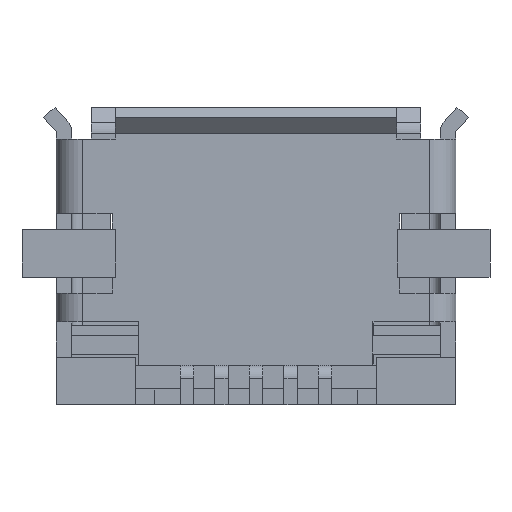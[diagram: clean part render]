
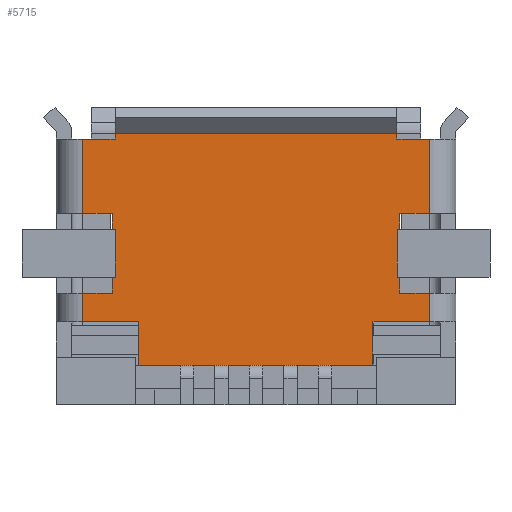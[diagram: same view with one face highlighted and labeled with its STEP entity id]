
A CAD part, front view. The second image highlights one B-rep face of the part: STEP entity #5715.
In plain terms, the highlighted planar face has unit normal (0, -1, 0).
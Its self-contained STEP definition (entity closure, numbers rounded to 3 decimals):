
#247=FACE_OUTER_BOUND('',#524,.T.);
#524=EDGE_LOOP('',(#4115,#4116,#4117,#4118,#4119,#4120,#4121,#4122,#4123,
#4124,#4125,#4126,#4127,#4128,#4129,#4130,#4131,#4132,#4133,#4134,#4135,
#4136,#4137,#4138,#4139,#4140,#4141,#4142));
#805=LINE('',#7998,#1569);
#814=LINE('',#8017,#1578);
#817=LINE('',#8024,#1581);
#826=LINE('',#8043,#1590);
#922=LINE('',#8247,#1686);
#923=LINE('',#8249,#1687);
#984=LINE('',#8373,#1748);
#985=LINE('',#8375,#1749);
#986=LINE('',#8377,#1750);
#987=LINE('',#8379,#1751);
#988=LINE('',#8381,#1752);
#989=LINE('',#8383,#1753);
#990=LINE('',#8385,#1754);
#991=LINE('',#8387,#1755);
#992=LINE('',#8389,#1756);
#993=LINE('',#8391,#1757);
#994=LINE('',#8392,#1758);
#995=LINE('',#8394,#1759);
#996=LINE('',#8396,#1760);
#997=LINE('',#8398,#1761);
#998=LINE('',#8400,#1762);
#999=LINE('',#8402,#1763);
#1000=LINE('',#8404,#1764);
#1001=LINE('',#8406,#1765);
#1002=LINE('',#8408,#1766);
#1003=LINE('',#8410,#1767);
#1004=LINE('',#8412,#1768);
#1005=LINE('',#8413,#1769);
#1569=VECTOR('',#6426,0.04);
#1578=VECTOR('',#6437,0.04);
#1581=VECTOR('',#6442,0.05);
#1590=VECTOR('',#6453,0.05);
#1686=VECTOR('',#6639,0.9);
#1687=VECTOR('',#6642,0.9);
#1748=VECTOR('',#6759,0.3);
#1749=VECTOR('',#6760,0.56);
#1750=VECTOR('',#6761,0.54);
#1751=VECTOR('',#6762,1.06);
#1752=VECTOR('',#6763,0.81);
#1753=VECTOR('',#6764,4.4);
#1754=VECTOR('',#6765,0.81);
#1755=VECTOR('',#6766,1.06);
#1756=VECTOR('',#6767,0.54);
#1757=VECTOR('',#6768,0.56);
#1758=VECTOR('',#6769,0.3);
#1759=VECTOR('',#6770,0.3);
#1760=VECTOR('',#6771,0.56);
#1761=VECTOR('',#6772,1.4);
#1762=VECTOR('',#6773,0.61);
#1763=VECTOR('',#6774,0.111);
#1764=VECTOR('',#6775,5.3);
#1765=VECTOR('',#6776,0.111);
#1766=VECTOR('',#6777,0.61);
#1767=VECTOR('',#6778,1.4);
#1768=VECTOR('',#6779,0.56);
#1769=VECTOR('',#6780,0.3);
#2329=VERTEX_POINT('',#7995);
#2330=VERTEX_POINT('',#7997);
#2338=VERTEX_POINT('',#8014);
#2339=VERTEX_POINT('',#8016);
#2341=VERTEX_POINT('',#8021);
#2342=VERTEX_POINT('',#8023);
#2350=VERTEX_POINT('',#8040);
#2351=VERTEX_POINT('',#8042);
#2449=VERTEX_POINT('',#8372);
#2450=VERTEX_POINT('',#8374);
#2451=VERTEX_POINT('',#8376);
#2452=VERTEX_POINT('',#8378);
#2453=VERTEX_POINT('',#8380);
#2454=VERTEX_POINT('',#8382);
#2455=VERTEX_POINT('',#8384);
#2456=VERTEX_POINT('',#8386);
#2457=VERTEX_POINT('',#8388);
#2458=VERTEX_POINT('',#8390);
#2459=VERTEX_POINT('',#8393);
#2460=VERTEX_POINT('',#8395);
#2461=VERTEX_POINT('',#8397);
#2462=VERTEX_POINT('',#8399);
#2463=VERTEX_POINT('',#8401);
#2464=VERTEX_POINT('',#8403);
#2465=VERTEX_POINT('',#8405);
#2466=VERTEX_POINT('',#8407);
#2467=VERTEX_POINT('',#8409);
#2468=VERTEX_POINT('',#8411);
#2901=EDGE_CURVE('',#2329,#2330,#805,.F.);
#2910=EDGE_CURVE('',#2339,#2338,#814,.F.);
#2913=EDGE_CURVE('',#2341,#2342,#817,.F.);
#2922=EDGE_CURVE('',#2351,#2350,#826,.F.);
#3029=EDGE_CURVE('',#2338,#2330,#922,.F.);
#3030=EDGE_CURVE('',#2341,#2351,#923,.T.);
#3094=EDGE_CURVE('',#2350,#2449,#984,.T.);
#3095=EDGE_CURVE('',#2449,#2450,#985,.F.);
#3096=EDGE_CURVE('',#2450,#2451,#986,.T.);
#3097=EDGE_CURVE('',#2451,#2452,#987,.T.);
#3098=EDGE_CURVE('',#2452,#2453,#988,.T.);
#3099=EDGE_CURVE('',#2453,#2454,#989,.T.);
#3100=EDGE_CURVE('',#2454,#2455,#990,.F.);
#3101=EDGE_CURVE('',#2455,#2456,#991,.T.);
#3102=EDGE_CURVE('',#2456,#2457,#992,.F.);
#3103=EDGE_CURVE('',#2457,#2458,#993,.F.);
#3104=EDGE_CURVE('',#2458,#2339,#994,.F.);
#3105=EDGE_CURVE('',#2329,#2459,#995,.F.);
#3106=EDGE_CURVE('',#2459,#2460,#996,.T.);
#3107=EDGE_CURVE('',#2460,#2461,#997,.F.);
#3108=EDGE_CURVE('',#2461,#2462,#998,.F.);
#3109=EDGE_CURVE('',#2462,#2463,#999,.F.);
#3110=EDGE_CURVE('',#2464,#2463,#1000,.T.);
#3111=EDGE_CURVE('',#2464,#2465,#1001,.T.);
#3112=EDGE_CURVE('',#2465,#2466,#1002,.F.);
#3113=EDGE_CURVE('',#2466,#2467,#1003,.T.);
#3114=EDGE_CURVE('',#2467,#2468,#1004,.T.);
#3115=EDGE_CURVE('',#2468,#2342,#1005,.T.);
#4115=ORIENTED_EDGE('',*,*,#3030,.T.);
#4116=ORIENTED_EDGE('',*,*,#2922,.T.);
#4117=ORIENTED_EDGE('',*,*,#3094,.T.);
#4118=ORIENTED_EDGE('',*,*,#3095,.T.);
#4119=ORIENTED_EDGE('',*,*,#3096,.T.);
#4120=ORIENTED_EDGE('',*,*,#3097,.T.);
#4121=ORIENTED_EDGE('',*,*,#3098,.T.);
#4122=ORIENTED_EDGE('',*,*,#3099,.T.);
#4123=ORIENTED_EDGE('',*,*,#3100,.T.);
#4124=ORIENTED_EDGE('',*,*,#3101,.T.);
#4125=ORIENTED_EDGE('',*,*,#3102,.T.);
#4126=ORIENTED_EDGE('',*,*,#3103,.T.);
#4127=ORIENTED_EDGE('',*,*,#3104,.T.);
#4128=ORIENTED_EDGE('',*,*,#2910,.T.);
#4129=ORIENTED_EDGE('',*,*,#3029,.T.);
#4130=ORIENTED_EDGE('',*,*,#2901,.F.);
#4131=ORIENTED_EDGE('',*,*,#3105,.T.);
#4132=ORIENTED_EDGE('',*,*,#3106,.T.);
#4133=ORIENTED_EDGE('',*,*,#3107,.T.);
#4134=ORIENTED_EDGE('',*,*,#3108,.T.);
#4135=ORIENTED_EDGE('',*,*,#3109,.T.);
#4136=ORIENTED_EDGE('',*,*,#3110,.F.);
#4137=ORIENTED_EDGE('',*,*,#3111,.T.);
#4138=ORIENTED_EDGE('',*,*,#3112,.T.);
#4139=ORIENTED_EDGE('',*,*,#3113,.T.);
#4140=ORIENTED_EDGE('',*,*,#3114,.T.);
#4141=ORIENTED_EDGE('',*,*,#3115,.T.);
#4142=ORIENTED_EDGE('',*,*,#2913,.F.);
#5478=PLANE('',#6026);
#5715=ADVANCED_FACE('',(#247),#5478,.T.);
#6026=AXIS2_PLACEMENT_3D('',#8371,#6757,#6758);
#6426=DIRECTION('',(1.,0.,0.));
#6437=DIRECTION('',(1.,0.,0.));
#6442=DIRECTION('',(1.,0.,0.));
#6453=DIRECTION('',(1.,0.,0.));
#6639=DIRECTION('',(0.,0.,-1.));
#6642=DIRECTION('',(0.,0.,-1.));
#6757=DIRECTION('center_axis',(0.,-1.,0.));
#6758=DIRECTION('ref_axis',(0.,0.,-1.));
#6759=DIRECTION('',(0.,0.,-1.));
#6760=DIRECTION('',(1.,0.,0.));
#6761=DIRECTION('',(0.,0.,-1.));
#6762=DIRECTION('',(1.,0.,0.));
#6763=DIRECTION('',(0.,0.,-1.));
#6764=DIRECTION('',(1.,0.,0.));
#6765=DIRECTION('',(0.,0.,-1.));
#6766=DIRECTION('',(1.,0.,0.));
#6767=DIRECTION('',(0.,0.,-1.));
#6768=DIRECTION('',(1.,0.,0.));
#6769=DIRECTION('',(0.,0.,-1.));
#6770=DIRECTION('',(0.,0.,-1.));
#6771=DIRECTION('',(1.,0.,0.));
#6772=DIRECTION('',(0.,0.,-1.));
#6773=DIRECTION('',(1.,0.,0.));
#6774=DIRECTION('',(0.,0.,-1.));
#6775=DIRECTION('',(1.,0.,0.));
#6776=DIRECTION('',(0.,0.,-1.));
#6777=DIRECTION('',(1.,0.,0.));
#6778=DIRECTION('',(0.,0.,-1.));
#6779=DIRECTION('',(1.,0.,0.));
#6780=DIRECTION('',(0.,0.,-1.));
#7995=CARTESIAN_POINT('',(2.7,-1.24,-2.3));
#7997=CARTESIAN_POINT('',(2.66,-1.24,-2.3));
#7998=CARTESIAN_POINT('',(2.66,-1.24,-2.3));
#8014=CARTESIAN_POINT('',(2.66,-1.24,-3.2));
#8016=CARTESIAN_POINT('',(2.7,-1.24,-3.2));
#8017=CARTESIAN_POINT('',(2.66,-1.24,-3.2));
#8021=CARTESIAN_POINT('',(-2.65,-1.24,-2.3));
#8023=CARTESIAN_POINT('',(-2.7,-1.24,-2.3));
#8024=CARTESIAN_POINT('',(-2.7,-1.24,-2.3));
#8040=CARTESIAN_POINT('',(-2.7,-1.24,-3.2));
#8042=CARTESIAN_POINT('',(-2.65,-1.24,-3.2));
#8043=CARTESIAN_POINT('',(-2.7,-1.24,-3.2));
#8247=CARTESIAN_POINT('',(2.66,-1.24,-2.3));
#8249=CARTESIAN_POINT('',(-2.65,-1.24,-2.3));
#8371=CARTESIAN_POINT('Origin',(-3.26,-1.24,-0.6));
#8372=CARTESIAN_POINT('',(-2.7,-1.24,-3.5));
#8373=CARTESIAN_POINT('',(-2.7,-1.24,-3.2));
#8374=CARTESIAN_POINT('',(-3.26,-1.24,-3.5));
#8375=CARTESIAN_POINT('',(-3.26,-1.24,-3.5));
#8376=CARTESIAN_POINT('',(-3.26,-1.24,-4.04));
#8377=CARTESIAN_POINT('',(-3.26,-1.24,-3.5));
#8378=CARTESIAN_POINT('',(-2.2,-1.24,-4.04));
#8379=CARTESIAN_POINT('',(-3.26,-1.24,-4.04));
#8380=CARTESIAN_POINT('',(-2.2,-1.24,-4.85));
#8381=CARTESIAN_POINT('',(-2.2,-1.24,-4.04));
#8382=CARTESIAN_POINT('',(2.2,-1.24,-4.85));
#8383=CARTESIAN_POINT('',(-2.2,-1.24,-4.85));
#8384=CARTESIAN_POINT('',(2.2,-1.24,-4.04));
#8385=CARTESIAN_POINT('',(2.2,-1.24,-4.04));
#8386=CARTESIAN_POINT('',(3.26,-1.24,-4.04));
#8387=CARTESIAN_POINT('',(2.2,-1.24,-4.04));
#8388=CARTESIAN_POINT('',(3.26,-1.24,-3.5));
#8389=CARTESIAN_POINT('',(3.26,-1.24,-3.5));
#8390=CARTESIAN_POINT('',(2.7,-1.24,-3.5));
#8391=CARTESIAN_POINT('',(2.7,-1.24,-3.5));
#8392=CARTESIAN_POINT('',(2.7,-1.24,-3.2));
#8393=CARTESIAN_POINT('',(2.7,-1.24,-2.));
#8394=CARTESIAN_POINT('',(2.7,-1.24,-2.));
#8395=CARTESIAN_POINT('',(3.26,-1.24,-2.));
#8396=CARTESIAN_POINT('',(2.7,-1.24,-2.));
#8397=CARTESIAN_POINT('',(3.26,-1.24,-0.6));
#8398=CARTESIAN_POINT('',(3.26,-1.24,-0.6));
#8399=CARTESIAN_POINT('',(2.65,-1.24,-0.6));
#8400=CARTESIAN_POINT('',(2.65,-1.24,-0.6));
#8401=CARTESIAN_POINT('',(2.65,-1.24,-0.489));
#8402=CARTESIAN_POINT('',(2.65,-1.24,-0.489));
#8403=CARTESIAN_POINT('',(-2.65,-1.24,-0.489));
#8404=CARTESIAN_POINT('',(-2.65,-1.24,-0.489));
#8405=CARTESIAN_POINT('',(-2.65,-1.24,-0.6));
#8406=CARTESIAN_POINT('',(-2.65,-1.24,-0.489));
#8407=CARTESIAN_POINT('',(-3.26,-1.24,-0.6));
#8408=CARTESIAN_POINT('',(-3.26,-1.24,-0.6));
#8409=CARTESIAN_POINT('',(-3.26,-1.24,-2.));
#8410=CARTESIAN_POINT('',(-3.26,-1.24,-0.6));
#8411=CARTESIAN_POINT('',(-2.7,-1.24,-2.));
#8412=CARTESIAN_POINT('',(-3.26,-1.24,-2.));
#8413=CARTESIAN_POINT('',(-2.7,-1.24,-2.));
